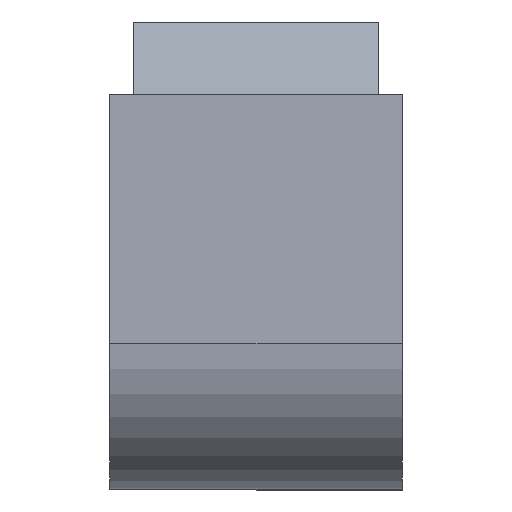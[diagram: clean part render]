
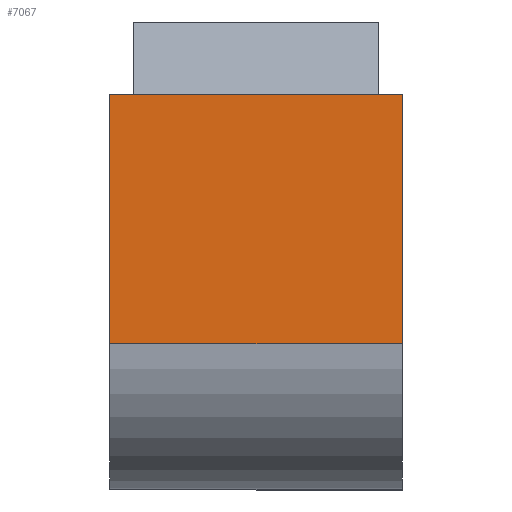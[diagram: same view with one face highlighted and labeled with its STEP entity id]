
A CAD part, left-side view. The second image highlights one B-rep face of the part: STEP entity #7067.
In plain terms, the highlighted planar face has unit normal (-1, 0, 0).
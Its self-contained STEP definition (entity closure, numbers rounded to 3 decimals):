
#675=FACE_OUTER_BOUND('',#1065,.T.);
#1065=EDGE_LOOP('',(#5893,#5894,#5895,#5896));
#1512=LINE('',#10727,#2334);
#1836=LINE('',#11411,#2658);
#1843=LINE('',#11424,#2665);
#1844=LINE('',#11425,#2666);
#2334=VECTOR('',#8726,10.);
#2658=VECTOR('',#9328,10.);
#2665=VECTOR('',#9343,10.);
#2666=VECTOR('',#9344,10.);
#3153=VERTEX_POINT('',#10725);
#3154=VERTEX_POINT('',#10726);
#3374=VERTEX_POINT('',#11408);
#3375=VERTEX_POINT('',#11410);
#3972=EDGE_CURVE('',#3153,#3154,#1512,.T.);
#4301=EDGE_CURVE('',#3375,#3374,#1836,.T.);
#4308=EDGE_CURVE('',#3153,#3374,#1843,.T.);
#4309=EDGE_CURVE('',#3375,#3154,#1844,.T.);
#5893=ORIENTED_EDGE('',*,*,#4308,.F.);
#5894=ORIENTED_EDGE('',*,*,#3972,.T.);
#5895=ORIENTED_EDGE('',*,*,#4309,.F.);
#5896=ORIENTED_EDGE('',*,*,#4301,.T.);
#6715=PLANE('',#7601);
#7067=ADVANCED_FACE('',(#675),#6715,.T.);
#7601=AXIS2_PLACEMENT_3D('',#11423,#9341,#9342);
#8726=DIRECTION('',(0.,-1.,0.));
#9328=DIRECTION('',(0.,1.,0.));
#9341=DIRECTION('center_axis',(-1.,0.,0.));
#9342=DIRECTION('ref_axis',(0.,0.,1.));
#9343=DIRECTION('',(0.,0.,1.));
#9344=DIRECTION('',(0.,0.,-1.));
#10725=CARTESIAN_POINT('',(-51.093,24.955,4.592));
#10726=CARTESIAN_POINT('',(-51.093,14.955,4.592));
#10727=CARTESIAN_POINT('',(-51.093,19.955,4.592));
#11408=CARTESIAN_POINT('',(-51.093,24.955,13.092));
#11410=CARTESIAN_POINT('',(-51.093,14.955,13.092));
#11411=CARTESIAN_POINT('',(-51.093,19.955,13.092));
#11423=CARTESIAN_POINT('Origin',(-51.093,19.955,4.592));
#11424=CARTESIAN_POINT('',(-51.093,24.955,4.592));
#11425=CARTESIAN_POINT('',(-51.093,14.955,9.592));
